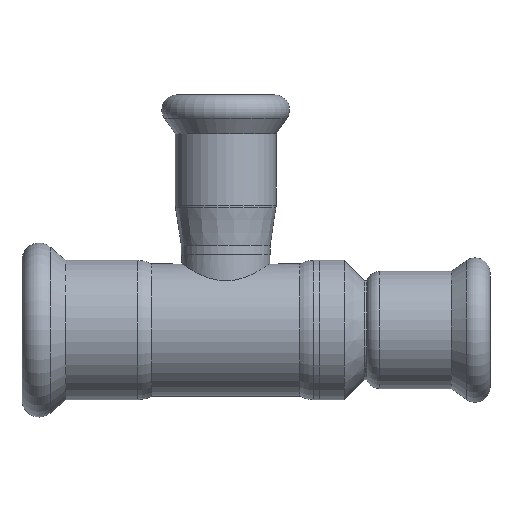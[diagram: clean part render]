
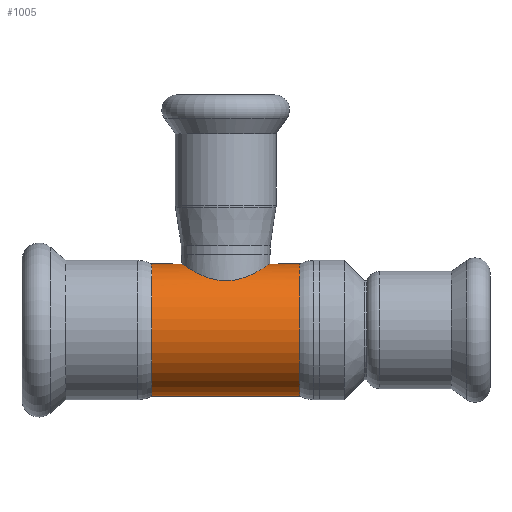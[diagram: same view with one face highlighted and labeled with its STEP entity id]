
A CAD part, front view. The second image highlights one B-rep face of the part: STEP entity #1005.
In plain terms, the highlighted cylindrical face has radius 12 mm (diameter 24 mm), a full revolution.
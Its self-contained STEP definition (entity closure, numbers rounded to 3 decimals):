
#179=FACE_BOUND($,#339,.T.);
#180=FACE_BOUND($,#340,.T.);
#181=FACE_BOUND($,#341,.T.);
#259=B_SPLINE_CURVE_WITH_KNOTS($,3,(#1679,#1680,#1681,#1682,#1683,#1684,
#1685,#1686,#1687,#1688,#1689,#1690,#1691,#1692,#1693,#1694,#1695,#1696,
#1697,#1698,#1699,#1700,#1701,#1702,#1703,#1704,#1705,#1706,#1707,#1708,
#1709,#1710,#1711,#1712),.UNSPECIFIED.,.T.,.F.,(4,2,2,2,2,2,2,2,2,2,2,2,
2,2,2,2,4),(0.,0.316,0.631,0.943,1.256,
1.568,1.88,2.195,2.511,2.827,
3.142,3.454,3.767,4.079,4.391,
4.707,5.022),.UNSPECIFIED.);
#339=EDGE_LOOP($,(#770));
#340=EDGE_LOOP($,(#771));
#341=EDGE_LOOP($,(#772));
#493=CIRCLE($,#1101,12.);
#494=CIRCLE($,#1102,12.);
#573=VERTEX_POINT($,#1678);
#574=VERTEX_POINT($,#1713);
#575=VERTEX_POINT($,#1715);
#665=EDGE_CURVE($,#573,#573,#259,.T.);
#666=EDGE_CURVE($,#574,#574,#493,.T.);
#667=EDGE_CURVE($,#575,#575,#494,.T.);
#770=ORIENTED_EDGE($,*,*,#665,.T.);
#771=ORIENTED_EDGE($,*,*,#666,.F.);
#772=ORIENTED_EDGE($,*,*,#667,.T.);
#979=CYLINDRICAL_SURFACE($,#1100,12.);
#1005=ADVANCED_FACE($,(#179,#180,#181),#979,.T.);
#1100=AXIS2_PLACEMENT_3D($,#1677,#1276,#1277);
#1101=AXIS2_PLACEMENT_3D($,#1714,#1278,#1279);
#1102=AXIS2_PLACEMENT_3D($,#1716,#1280,#1281);
#1276=DIRECTION('center_axis',(1.,0.,0.));
#1277=DIRECTION('ref_axis',(0.,1.,0.));
#1278=DIRECTION('center_axis',(1.,0.,0.));
#1279=DIRECTION('ref_axis',(0.,1.,0.));
#1280=DIRECTION('center_axis',(1.,0.,0.));
#1281=DIRECTION('ref_axis',(0.,1.,0.));
#1677=CARTESIAN_POINT('Origin',(0.,0.,0.));
#1678=CARTESIAN_POINT('',(0.,8.,8.944));
#1679=CARTESIAN_POINT('Ctrl Pts',(0.,8.,8.944));
#1680=CARTESIAN_POINT('Ctrl Pts',(1.052,8.,8.944));
#1681=CARTESIAN_POINT('Ctrl Pts',(2.133,7.783,9.149));
#1682=CARTESIAN_POINT('Ctrl Pts',(4.085,6.959,9.79));
#1683=CARTESIAN_POINT('Ctrl Pts',(4.961,6.353,10.211));
#1684=CARTESIAN_POINT('Ctrl Pts',(6.345,4.969,10.951));
#1685=CARTESIAN_POINT('Ctrl Pts',(6.957,4.091,11.327));
#1686=CARTESIAN_POINT('Ctrl Pts',(7.785,2.128,11.853));
#1687=CARTESIAN_POINT('Ctrl Pts',(8.,1.04,12.));
#1688=CARTESIAN_POINT('Ctrl Pts',(8.,-1.04,12.));
#1689=CARTESIAN_POINT('Ctrl Pts',(7.785,-2.128,11.853));
#1690=CARTESIAN_POINT('Ctrl Pts',(6.957,-4.091,11.327));
#1691=CARTESIAN_POINT('Ctrl Pts',(6.345,-4.969,10.951));
#1692=CARTESIAN_POINT('Ctrl Pts',(4.961,-6.353,10.211));
#1693=CARTESIAN_POINT('Ctrl Pts',(4.085,-6.959,9.79));
#1694=CARTESIAN_POINT('Ctrl Pts',(2.133,-7.783,9.149));
#1695=CARTESIAN_POINT('Ctrl Pts',(1.052,-8.,8.944));
#1696=CARTESIAN_POINT('Ctrl Pts',(-1.052,-8.,8.944));
#1697=CARTESIAN_POINT('Ctrl Pts',(-2.133,-7.783,9.149));
#1698=CARTESIAN_POINT('Ctrl Pts',(-4.085,-6.959,9.79));
#1699=CARTESIAN_POINT('Ctrl Pts',(-4.961,-6.353,10.211));
#1700=CARTESIAN_POINT('Ctrl Pts',(-6.345,-4.969,10.951));
#1701=CARTESIAN_POINT('Ctrl Pts',(-6.957,-4.091,11.327));
#1702=CARTESIAN_POINT('Ctrl Pts',(-7.785,-2.128,11.853));
#1703=CARTESIAN_POINT('Ctrl Pts',(-8.,-1.04,12.));
#1704=CARTESIAN_POINT('Ctrl Pts',(-8.,1.04,12.));
#1705=CARTESIAN_POINT('Ctrl Pts',(-7.785,2.128,11.853));
#1706=CARTESIAN_POINT('Ctrl Pts',(-6.957,4.091,11.327));
#1707=CARTESIAN_POINT('Ctrl Pts',(-6.345,4.969,10.951));
#1708=CARTESIAN_POINT('Ctrl Pts',(-4.961,6.353,10.211));
#1709=CARTESIAN_POINT('Ctrl Pts',(-4.085,6.959,9.79));
#1710=CARTESIAN_POINT('Ctrl Pts',(-2.133,7.783,9.149));
#1711=CARTESIAN_POINT('Ctrl Pts',(-1.052,8.,8.944));
#1712=CARTESIAN_POINT('Ctrl Pts',(0.,8.,8.944));
#1713=CARTESIAN_POINT('',(16.,12.,0.));
#1714=CARTESIAN_POINT('Origin',(16.,0.,0.));
#1715=CARTESIAN_POINT('',(-16.,12.,0.));
#1716=CARTESIAN_POINT('Origin',(-16.,0.,0.));
